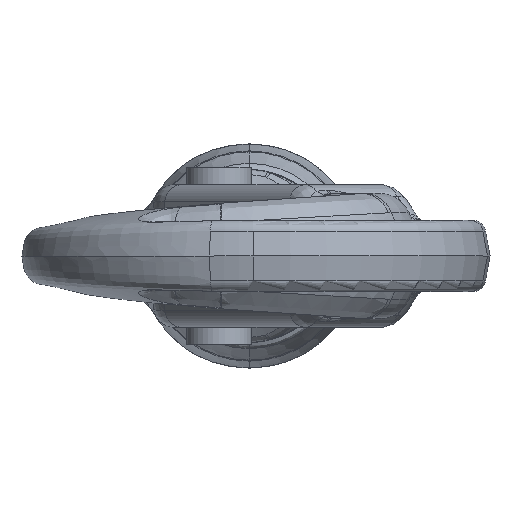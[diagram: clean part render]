
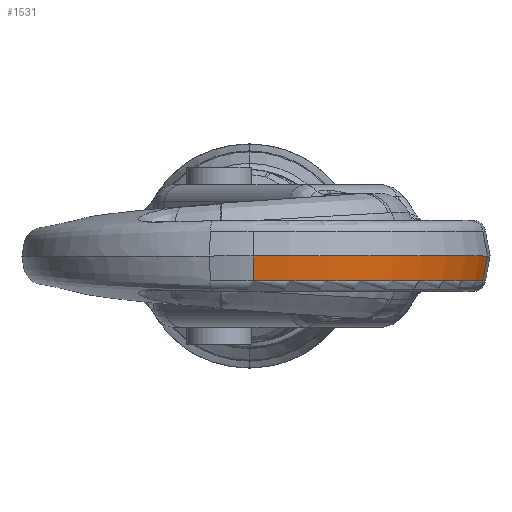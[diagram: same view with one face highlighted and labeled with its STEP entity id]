
A CAD part, front view. The second image highlights one B-rep face of the part: STEP entity #1531.
In plain terms, the highlighted conical face has half-angle 10.339 degrees and reference radius 54.837 mm.
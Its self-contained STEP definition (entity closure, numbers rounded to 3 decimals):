
#1531=ADVANCED_FACE('',(#3445),#3446,.T.);
#3445=FACE_OUTER_BOUND('',#10669,.T.);
#3446=CONICAL_SURFACE('',#10670,54.837,0.18);
#10669=EDGE_LOOP('',(#36746,#36747,#36748,#36749));
#10670=AXIS2_PLACEMENT_3D('',#36750,#36751,#36752);
#36746=ORIENTED_EDGE('',*,*,#40980,.F.);
#36747=ORIENTED_EDGE('',*,*,#40981,.T.);
#36748=ORIENTED_EDGE('',*,*,#40982,.F.);
#36749=ORIENTED_EDGE('',*,*,#40983,.F.);
#36750=CARTESIAN_POINT('',(7.366,-3.9,0.));
#36751=DIRECTION('',(-0.0,0.0,1.0));
#36752=DIRECTION('',(0.0,-1.0,0.0));
#40980=EDGE_CURVE('',#44086,#44087,#44088,.T.);
#40981=EDGE_CURVE('',#44086,#44089,#44090,.F.);
#40982=EDGE_CURVE('',#44091,#44089,#44092,.T.);
#40983=EDGE_CURVE('',#44087,#44091,#44093,.T.);
#44086=VERTEX_POINT('',#53407);
#44087=VERTEX_POINT('',#53408);
#44088=LINE('',#53409,#53410);
#44089=VERTEX_POINT('',#53411);
#44090=CIRCLE('',#53412,53.78);
#44091=VERTEX_POINT('',#53413);
#44092=LINE('',#53414,#53415);
#44093=CIRCLE('',#53416,54.837);
#53407=CARTESIAN_POINT('',(7.366,-57.68,-5.788));
#53408=CARTESIAN_POINT('',(7.366,-58.737,0.));
#53409=CARTESIAN_POINT('',(7.366,-58.737,0.));
#53410=VECTOR('',#70586,1.0);
#53411=CARTESIAN_POINT('',(60.624,-11.373,-5.788));
#53412=AXIS2_PLACEMENT_3D('',#70587,#70588,#70589);
#53413=CARTESIAN_POINT('',(61.67,-11.519,0.));
#53414=CARTESIAN_POINT('',(61.67,-11.519,0.));
#53415=VECTOR('',#70590,5.884);
#53416=AXIS2_PLACEMENT_3D('',#70591,#70592,#70593);
#70586=DIRECTION('',(0.,-0.179,0.984));
#70587=CARTESIAN_POINT('',(7.366,-3.9,-5.788));
#70588=DIRECTION('',(0.0,0.0,-1.0));
#70589=DIRECTION('',(0.0,-1.0,0.0));
#70590=DIRECTION('',(-0.178,0.025,-0.984));
#70591=CARTESIAN_POINT('',(7.366,-3.9,0.));
#70592=DIRECTION('',(0.0,-0.0,1.0));
#70593=DIRECTION('',(0.0,1.0,0.0));
